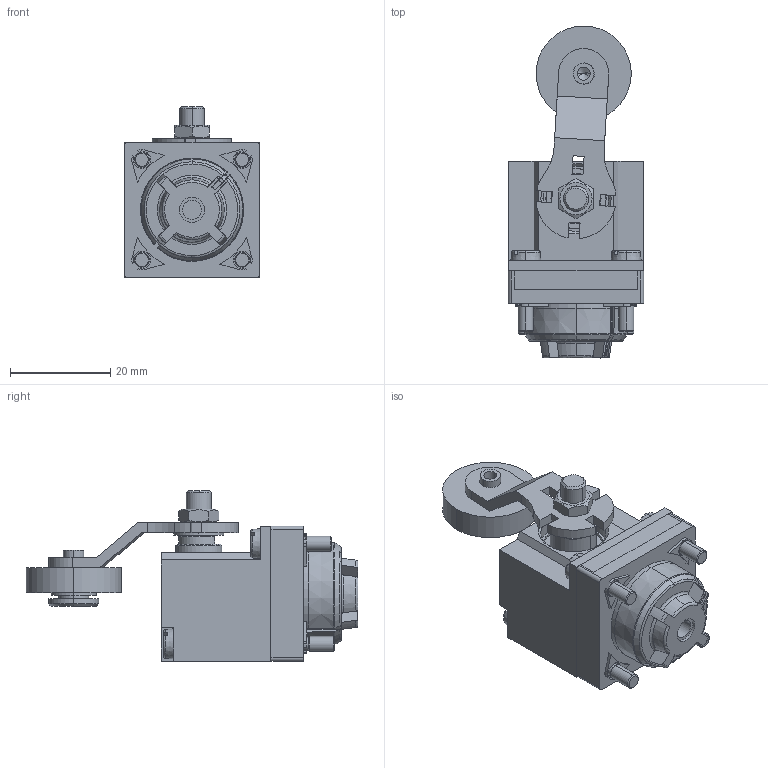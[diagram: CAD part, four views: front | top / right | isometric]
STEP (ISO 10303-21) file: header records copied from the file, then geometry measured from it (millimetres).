
FILE_DESCRIPTION(('STEP AP242'),'1');
FILE_NAME('zckd17.stp','2021-06-02T12:18:45',('TraceParts'),('TraceParts S.A.'),'Spatial InterOp 3D',' ',' ');
FILE_SCHEMA(('AP242_MANAGED_MODEL_BASED_3D_ENGINEERING_MIM_LF {1 0 10303 442 1 1 4}'));
Length unit declared in the file: millimetre
Products named in the file (1): zckd17_1
Bounding box: 27 x 66.2 x 34.1 mm (x, y, z)
Volume: 23596.6 mm3; surface area: 15209.5 mm2
Topology: 15 solids, 15 shells, 647 faces, 1670 edges, 1060 vertices
Faces by surface type: plane 282, cylinder 155, cone 117, torus 67, bspline 22, sphere 4
Entity records: 23936 total; most frequent: CARTESIAN_POINT 8276, ORIENTED_EDGE 3300, DIRECTION 3245, EDGE_CURVE 1650, AXIS2_PLACEMENT_3D 1228, VERTEX_POINT 1057, LINE 789, VECTOR 789
